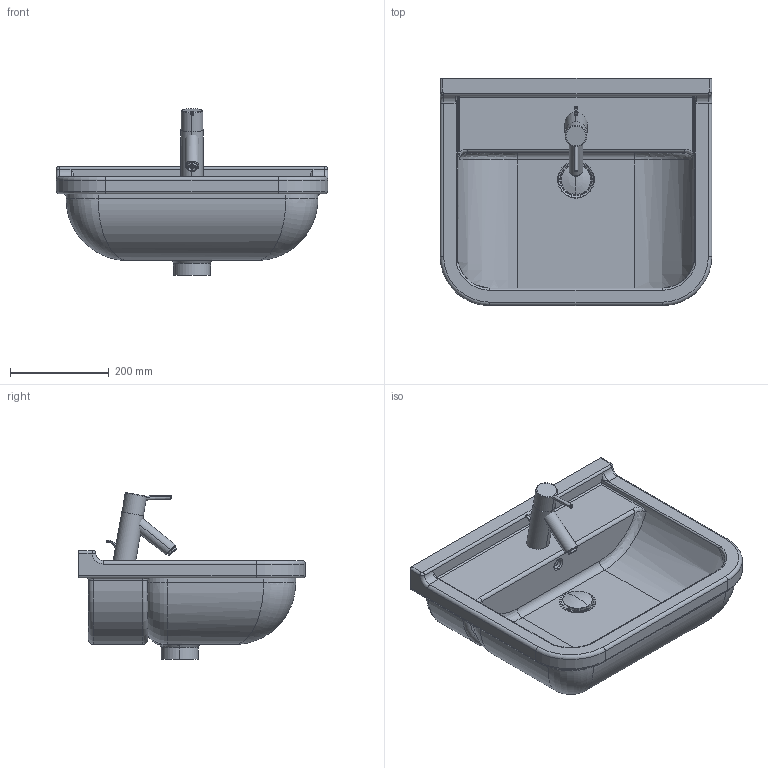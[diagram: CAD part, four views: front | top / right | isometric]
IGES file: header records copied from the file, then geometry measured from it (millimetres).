
Global section: file name: No Iges File Name specified; native system: AutoDesk Inventor R11.0; preprocessor: AutoDesk Inventor Iges Exporter R11.0; author: No Author specified; organization: No Organization specified; date: 20070806.105611; units: millimetre
Bounding box: 550 x 460 x 337.4 mm (x, y, z)
Volume: 20326936.5 mm3; surface area: 962423.2 mm2
Topology: 8 solids, 8 shells, 240 faces, 574 edges, 343 vertices
Faces by surface type: cylinder 67, plane 59, torus 42, revolution 38, bspline 30, cone 2, sphere 2
